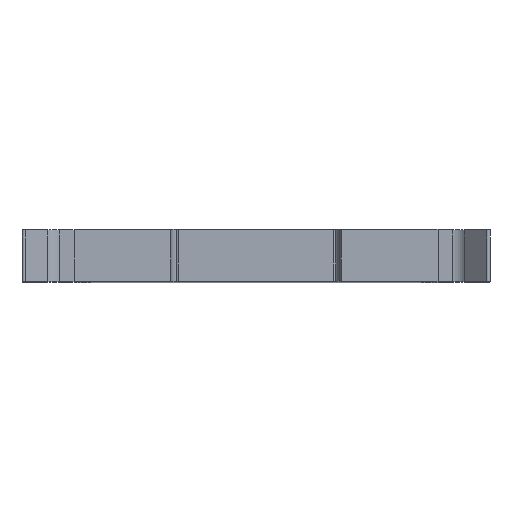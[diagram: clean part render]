
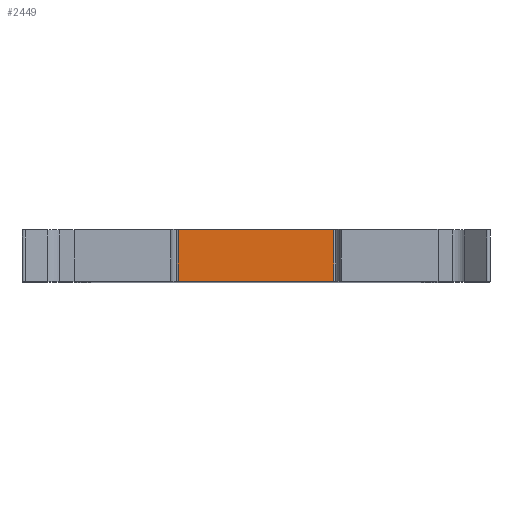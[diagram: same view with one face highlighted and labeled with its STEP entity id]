
A CAD part, top view. The second image highlights one B-rep face of the part: STEP entity #2449.
In plain terms, the highlighted planar face has unit normal (0, 0, 1).
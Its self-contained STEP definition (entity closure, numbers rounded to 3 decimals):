
#72 = LINE ( 'NONE', #2257, #839 ) ;
#153 = VERTEX_POINT ( 'NONE', #562 ) ;
#157 = DIRECTION ( 'NONE',  ( 1., 0., 0. ) ) ;
#161 = EDGE_CURVE ( 'NONE', #153, #2697, #1069, .T. ) ;
#186 = DIRECTION ( 'NONE',  ( -1., 0., 0. ) ) ;
#227 = ORIENTED_EDGE ( 'NONE', *, *, #2376, .F. ) ;
#330 = EDGE_CURVE ( 'NONE', #1145, #2071, #2661, .T. ) ;
#336 = DIRECTION ( 'NONE',  ( 0., 1., 0. ) ) ;
#497 = ORIENTED_EDGE ( 'NONE', *, *, #786, .F. ) ;
#562 = CARTESIAN_POINT ( 'NONE',  ( -7.469, 0., 36.25 ) ) ;
#572 = CARTESIAN_POINT ( 'NONE',  ( -7.469, 5., 36.25 ) ) ;
#597 = FACE_OUTER_BOUND ( 'NONE', #1298, .T. ) ;
#786 = EDGE_CURVE ( 'NONE', #2697, #1145, #2636, .T. ) ;
#839 = VECTOR ( 'NONE', #186, 1000. ) ;
#844 = VECTOR ( 'NONE', #336, 1000. ) ;
#901 = PLANE ( 'NONE',  #1033 ) ;
#1033 = AXIS2_PLACEMENT_3D ( 'NONE', #2939, #1592, #1822 ) ;
#1069 = LINE ( 'NONE', #1245, #844 ) ;
#1145 = VERTEX_POINT ( 'NONE', #1282 ) ;
#1245 = CARTESIAN_POINT ( 'NONE',  ( -7.469, 0., 36.25 ) ) ;
#1282 = CARTESIAN_POINT ( 'NONE',  ( 7.469, 5., 36.25 ) ) ;
#1298 = EDGE_LOOP ( 'NONE', ( #1753, #227, #1430, #497 ) ) ;
#1430 = ORIENTED_EDGE ( 'NONE', *, *, #330, .F. ) ;
#1592 = DIRECTION ( 'NONE',  ( 0., 0., -1. ) ) ;
#1753 = ORIENTED_EDGE ( 'NONE', *, *, #161, .F. ) ;
#1822 = DIRECTION ( 'NONE',  ( -1., 0., 0. ) ) ;
#2059 = DIRECTION ( 'NONE',  ( 0., -1., 0. ) ) ;
#2071 = VERTEX_POINT ( 'NONE', #2823 ) ;
#2210 = CARTESIAN_POINT ( 'NONE',  ( 0., 5., 36.25 ) ) ;
#2257 = CARTESIAN_POINT ( 'NONE',  ( 0., 0., 36.25 ) ) ;
#2376 = EDGE_CURVE ( 'NONE', #2071, #153, #72, .T. ) ;
#2449 = ADVANCED_FACE ( 'NONE', ( #597 ), #901, .F. ) ;
#2543 = VECTOR ( 'NONE', #2059, 1000. ) ;
#2636 = LINE ( 'NONE', #2210, #2880 ) ;
#2661 = LINE ( 'NONE', #2756, #2543 ) ;
#2697 = VERTEX_POINT ( 'NONE', #572 ) ;
#2756 = CARTESIAN_POINT ( 'NONE',  ( 7.469, 0., 36.25 ) ) ;
#2823 = CARTESIAN_POINT ( 'NONE',  ( 7.469, 0., 36.25 ) ) ;
#2880 = VECTOR ( 'NONE', #157, 1000. ) ;
#2939 = CARTESIAN_POINT ( 'NONE',  ( 0., 0., 36.25 ) ) ;
